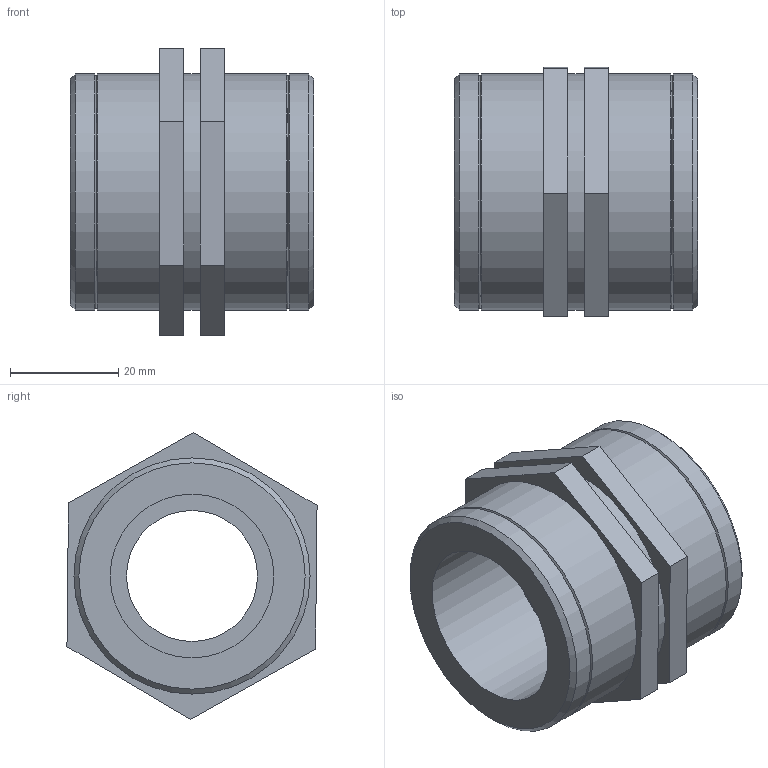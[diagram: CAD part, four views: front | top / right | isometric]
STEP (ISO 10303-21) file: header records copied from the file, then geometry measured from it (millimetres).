
FILE_DESCRIPTION(/* description */ ('PLASSON SOCKET PP 1"-1"'),/* implementation_level */ '2;1');
FILE_NAME(/* name */ '050107010_0501070100A.ipt.stp',/* time_stamp */ '2017-06-18T09:20:08+03:00',/* author */ ('KIM'),/* organization */ (''),/* preprocessor_version */ 'ST-DEVELOPER v15.6',/* originating_system */ 'Autodesk Inventor 2015',/* authorisation */ '');
FILE_SCHEMA (('AUTOMOTIVE_DESIGN { 1 0 10303 214 3 1 1 }'));
Length unit declared in the file: millimetre
Products named in the file (1): 050107010_0501070100A
Bounding box: 45 x 46.28 x 53.11 mm (x, y, z)
Volume: 38691.5 mm3; surface area: 14027.4 mm2
Topology: 1 solids, 1 shells, 34 faces, 70 edges, 44 vertices
Faces by surface type: plane 20, cylinder 8, cone 6
Full cylindrical faces by diameter (mm): 24.233 x1, 30.291 x2, 43.7 x5
Entity records: 848 total; most frequent: DIRECTION 146, CARTESIAN_POINT 135, ORIENTED_EDGE 112, EDGE_LOOP 56, EDGE_CURVE 56, AXIS2_PLACEMENT_3D 55, VERTEX_POINT 44, LINE 36
